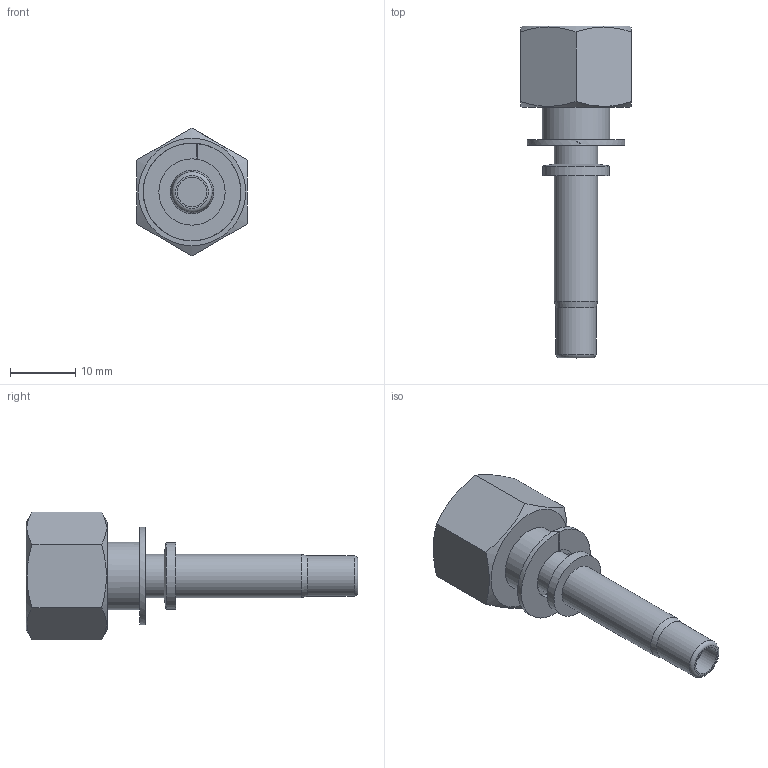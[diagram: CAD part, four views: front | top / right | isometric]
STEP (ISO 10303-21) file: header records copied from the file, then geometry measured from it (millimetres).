
FILE_DESCRIPTION(/* description */ ('Unknown'),/* implementation_level */ '2;1');
FILE_NAME(/* name */ '31610_Pressnippel_DKR G1_4IG_NW6_vz_17_08_2023',/* time_stamp */ '2023-08-17T13:16:23+02:00',/* author */ ('Unknown'),/* organization */ ('Unknown'),/* preprocessor_version */ 'ST-DEVELOPER v18.104',/* originating_system */ 'Solid Edge',/* authorisation */ 'Unknown');
FILE_SCHEMA (('AUTOMOTIVE_DESIGN {1 0 10303 214 3 1 1}'));
Length unit declared in the file: millimetre
Products named in the file (1): 31610_Pressnippel_vereinfacht
Bounding box: 17 x 51 x 19.63 mm (x, y, z)
Volume: 4228.4 mm3; surface area: 2606.3 mm2
Topology: 1 solids, 1 shells, 32 faces, 69 edges, 44 vertices
Faces by surface type: plane 17, cylinder 9, cone 5, torus 1
Full cylindrical faces by diameter (mm): 4.5 x1, 6.2 x1, 6.7 x2, 10.2 x1, 10.35 x1, 11.82 x1
Entity records: 1046 total; most frequent: CARTESIAN_POINT 183, DIRECTION 132, ORIENTED_EDGE 102, AXIS2_PLACEMENT_3D 60, EDGE_CURVE 51, EDGE_LOOP 50, FACE_BOUND 50, VERTEX_POINT 39
